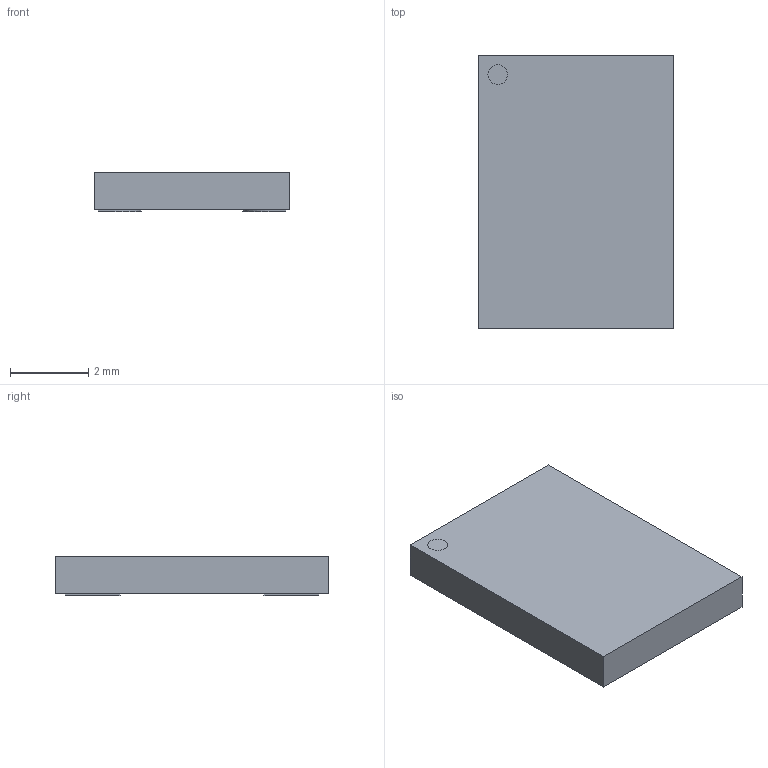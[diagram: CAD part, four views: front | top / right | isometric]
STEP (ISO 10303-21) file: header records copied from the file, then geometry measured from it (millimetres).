
FILE_DESCRIPTION((''),'2;1');
FILE_NAME('OSC_SI-TIME_SiT5003AC-8.stp','2011-09-22T12:13:10',(''),(''),'Mechanical Desktop 2011','Mechanical Desktop 2011',', , ');
FILE_SCHEMA(('AUTOMOTIVE_DESIGN { 1 2 10303 214 1 1 1 1 }'));
Length unit declared in the file: millimetre
Products named in the file (1): Product
Bounding box: 5 x 7 x 1 mm (x, y, z)
Volume: 33.5 mm3; surface area: 105.2 mm2
Topology: 6 solids, 6 shells, 39 faces, 78 edges, 52 vertices
Faces by surface type: plane 31, cylinder 8
Entity records: 1062 total; most frequent: DIRECTION 174, CARTESIAN_POINT 170, ORIENTED_EDGE 156, EDGE_CURVE 78, VECTOR 62, LINE 62, AXIS2_PLACEMENT_3D 56, VERTEX_POINT 52
